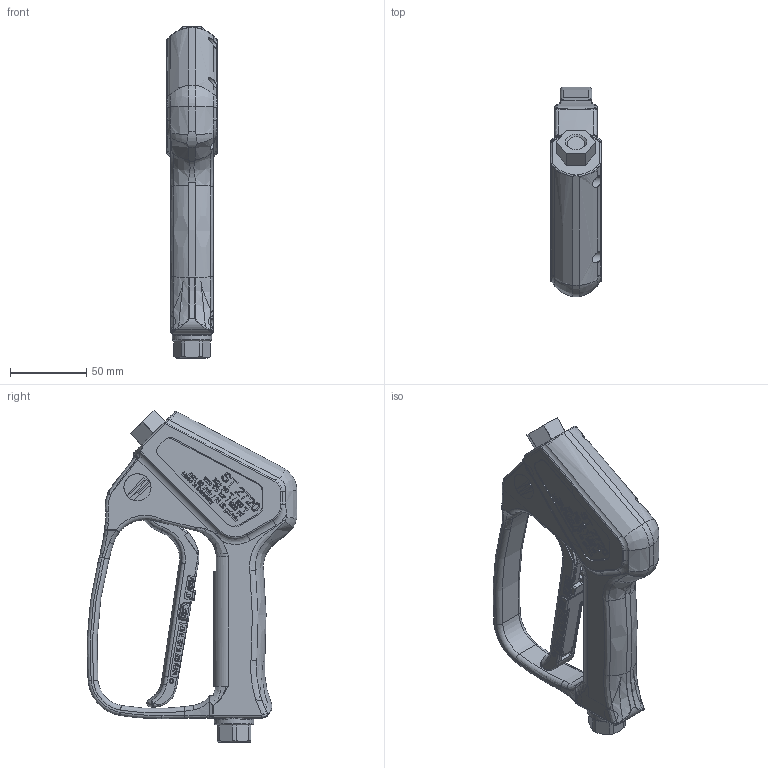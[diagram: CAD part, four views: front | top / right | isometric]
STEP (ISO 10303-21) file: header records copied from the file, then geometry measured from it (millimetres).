
FILE_DESCRIPTION(/* description */ ('Unknown'),/* implementation_level */ '2;1');
FILE_NAME(/* name */ '202720500',/* time_stamp */ '2021-02-05T07:56:49+01:00',/* author */ ('Unknown'),/* organization */ ('Unknown'),/* preprocessor_version */ 'ST-DEVELOPER v16.7',/* originating_system */ 'Solid Edge',/* authorisation */ 'Unknown');
FILE_SCHEMA (('AUTOMOTIVE_DESIGN {1 0 10303 214 3 1 1}'));
Products named in the file (1): Part1
Bounding box: 33.2 x 137.8 x 218.07 mm (x, y, z)
Volume: 315365.2 mm3; surface area: 86024.7 mm2
Topology: 1 solids, 1 shells, 3116 faces, 8138 edges, 5274 vertices
Faces by surface type: plane 2045, bspline 520, cylinder 384, torus 115, sphere 28, cone 24
Full cylindrical faces by diameter (mm): 3 x5, 3.1 x2, 4 x7, 4.02 x1, 6.9 x8, 7.4 x8, 9.6 x2, 15.33 x1, 18 x1, 21 x1, 23 x1, 26 x1
Entity records: 135838 total; most frequent: CARTESIAN_POINT 45054, ORIENTED_EDGE 15942, DIRECTION 11177, EDGE_CURVE 7971, VERTEX_POINT 5242, AXIS2_PLACEMENT_3D 3730, LINE 3717, VECTOR 3717
